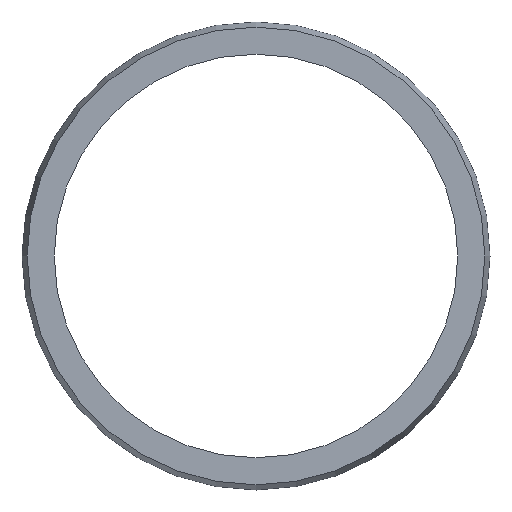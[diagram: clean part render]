
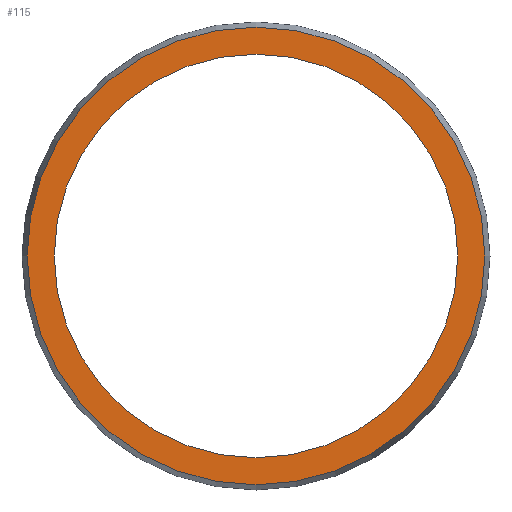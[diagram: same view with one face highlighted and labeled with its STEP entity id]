
A CAD part, front view. The second image highlights one B-rep face of the part: STEP entity #115.
In plain terms, the highlighted planar face has unit normal (0, -1, 0).
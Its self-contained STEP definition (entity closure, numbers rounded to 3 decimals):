
#17=FACE_BOUND('',#31,.T.);
#20=PLANE('',#145);
#24=FACE_OUTER_BOUND('',#30,.T.);
#30=EDGE_LOOP('',(#89,#90));
#31=EDGE_LOOP('',(#91,#92));
#45=CIRCLE('',#142,35.35);
#46=CIRCLE('',#143,35.35);
#48=CIRCLE('',#146,40.1);
#49=CIRCLE('',#147,40.1);
#58=VERTEX_POINT('',#204);
#59=VERTEX_POINT('',#206);
#60=VERTEX_POINT('',#211);
#61=VERTEX_POINT('',#212);
#70=EDGE_CURVE('',#59,#58,#45,.T.);
#71=EDGE_CURVE('',#58,#59,#46,.T.);
#73=EDGE_CURVE('',#60,#61,#48,.T.);
#74=EDGE_CURVE('',#61,#60,#49,.T.);
#89=ORIENTED_EDGE('',*,*,#73,.F.);
#90=ORIENTED_EDGE('',*,*,#74,.F.);
#91=ORIENTED_EDGE('',*,*,#70,.T.);
#92=ORIENTED_EDGE('',*,*,#71,.T.);
#115=ADVANCED_FACE('',(#24,#17),#20,.T.);
#142=AXIS2_PLACEMENT_3D('',#207,#165,#166);
#143=AXIS2_PLACEMENT_3D('',#208,#167,#168);
#145=AXIS2_PLACEMENT_3D('',#210,#171,#172);
#146=AXIS2_PLACEMENT_3D('',#213,#173,#174);
#147=AXIS2_PLACEMENT_3D('',#214,#175,#176);
#165=DIRECTION('center_axis',(0.,1.,0.));
#166=DIRECTION('ref_axis',(1.,0.,0.));
#167=DIRECTION('center_axis',(0.,1.,0.));
#168=DIRECTION('ref_axis',(1.,0.,0.));
#171=DIRECTION('center_axis',(0.,-1.,0.));
#172=DIRECTION('ref_axis',(0.,0.,-1.));
#173=DIRECTION('center_axis',(0.,1.,0.));
#174=DIRECTION('ref_axis',(1.,0.,0.));
#175=DIRECTION('center_axis',(0.,1.,0.));
#176=DIRECTION('ref_axis',(1.,0.,0.));
#204=CARTESIAN_POINT('',(35.35,0.,0.));
#206=CARTESIAN_POINT('',(-35.35,0.,0.));
#207=CARTESIAN_POINT('Origin',(0.,0.,0.));
#208=CARTESIAN_POINT('Origin',(0.,0.,0.));
#210=CARTESIAN_POINT('Origin',(-40.1,0.,0.));
#211=CARTESIAN_POINT('',(-40.1,0.,0.));
#212=CARTESIAN_POINT('',(40.1,0.,0.));
#213=CARTESIAN_POINT('Origin',(0.,0.,0.));
#214=CARTESIAN_POINT('Origin',(0.,0.,0.));
